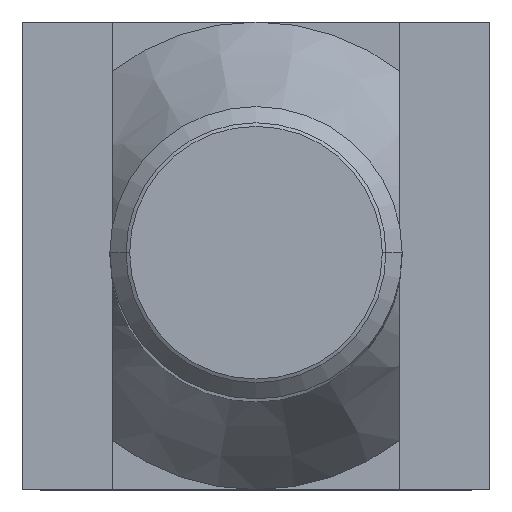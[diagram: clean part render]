
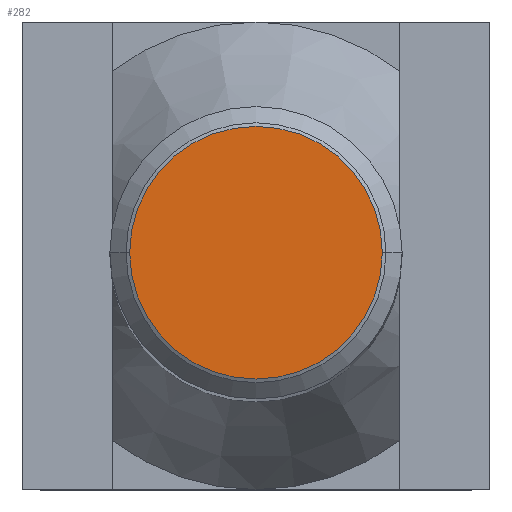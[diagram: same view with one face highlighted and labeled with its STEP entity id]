
A CAD part, top view. The second image highlights one B-rep face of the part: STEP entity #282.
In plain terms, the highlighted planar face has unit normal (0, 0, 1).
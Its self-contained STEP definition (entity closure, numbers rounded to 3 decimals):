
#282=ADVANCED_FACE('',(#549),#550,.T.);
#292=EDGE_CURVE('',#382,#332,#561,.T.);
#320=EDGE_CURVE('',#332,#382,#592,.T.);
#332=VERTEX_POINT('',#605);
#382=VERTEX_POINT('',#664);
#549=FACE_OUTER_BOUND('',#908,.T.);
#550=PLANE('',#909);
#561=CIRCLE('',#925,8.647);
#592=CIRCLE('',#978,8.647);
#605=CARTESIAN_POINT('',(-8.647,0.,125.0));
#664=CARTESIAN_POINT('',(8.647,0.,125.0));
#908=EDGE_LOOP('',(#1217,#1218));
#909=AXIS2_PLACEMENT_3D('',#1219,#1220,#1221);
#925=AXIS2_PLACEMENT_3D('',#1231,#1232,#1233);
#978=AXIS2_PLACEMENT_3D('',#1273,#1274,#1275);
#1217=ORIENTED_EDGE('',*,*,#292,.T.);
#1218=ORIENTED_EDGE('',*,*,#320,.T.);
#1219=CARTESIAN_POINT('',(-4.375,0.,125.0));
#1220=DIRECTION('',(0.0,0.0,1.0));
#1221=DIRECTION('',(-1.0,0.,0.0));
#1231=CARTESIAN_POINT('',(0.,0.,125.0));
#1232=DIRECTION('',(0.0,-0.0,1.0));
#1233=DIRECTION('',(1.0,0.,0.0));
#1273=CARTESIAN_POINT('',(0.,0.,125.0));
#1274=DIRECTION('',(0.0,-0.0,1.0));
#1275=DIRECTION('',(1.0,0.,0.0));
